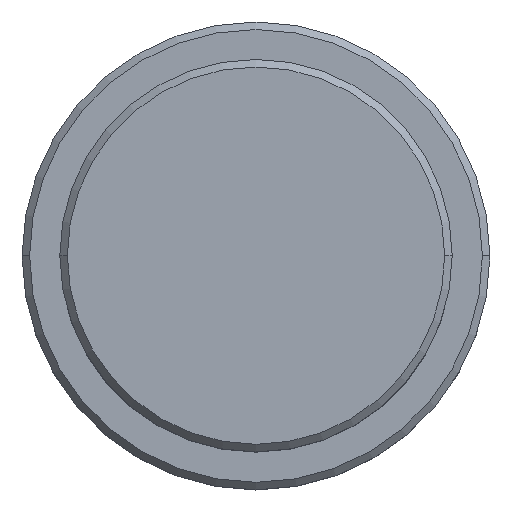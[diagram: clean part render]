
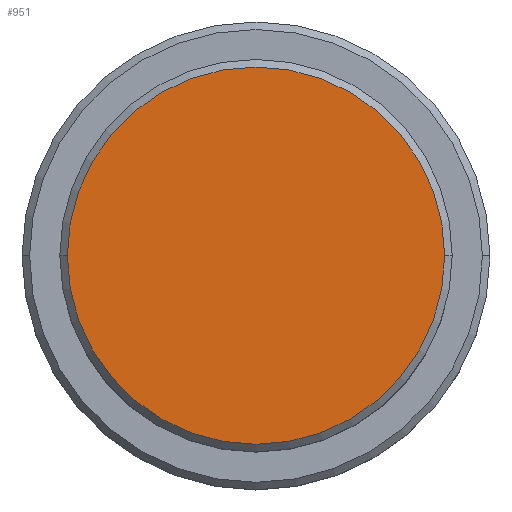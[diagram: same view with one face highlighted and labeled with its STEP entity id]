
A CAD part, top view. The second image highlights one B-rep face of the part: STEP entity #951.
In plain terms, the highlighted planar face has unit normal (0, 0, 1).
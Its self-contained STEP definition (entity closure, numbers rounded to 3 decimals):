
#10 = FACE_OUTER_BOUND ( 'NONE', #1252, .T. ) ;
#24 = ORIENTED_EDGE ( 'NONE', *, *, #1008, .T. ) ;
#132 = DIRECTION ( 'NONE',  ( 1., 0., 0. ) ) ;
#138 = AXIS2_PLACEMENT_3D ( 'NONE', #144, #1019, #906 ) ;
#144 = CARTESIAN_POINT ( 'NONE',  ( 0., 0., 0. ) ) ;
#269 = DIRECTION ( 'NONE',  ( 1., 0., 0. ) ) ;
#332 = CARTESIAN_POINT ( 'NONE',  ( 12.5, 0., 0. ) ) ;
#461 = CIRCLE ( 'NONE', #138, 12.5 ) ;
#466 = CARTESIAN_POINT ( 'NONE',  ( 0., 0., 0. ) ) ;
#482 = AXIS2_PLACEMENT_3D ( 'NONE', #1250, #980, #269 ) ;
#586 = PLANE ( 'NONE',  #482 ) ;
#617 = VERTEX_POINT ( 'NONE', #332 ) ;
#648 = CIRCLE ( 'NONE', #717, 12.5 ) ;
#681 = DIRECTION ( 'NONE',  ( 0., 0., 1. ) ) ;
#695 = ORIENTED_EDGE ( 'NONE', *, *, #1357, .T. ) ;
#717 = AXIS2_PLACEMENT_3D ( 'NONE', #466, #681, #132 ) ;
#906 = DIRECTION ( 'NONE',  ( 1., 0., 0. ) ) ;
#951 = ADVANCED_FACE ( 'NONE', ( #10 ), #586, .T. ) ;
#980 = DIRECTION ( 'NONE',  ( 0., 0., 1. ) ) ;
#1008 = EDGE_CURVE ( 'NONE', #617, #1301, #461, .T. ) ;
#1019 = DIRECTION ( 'NONE',  ( 0., 0., 1. ) ) ;
#1095 = CARTESIAN_POINT ( 'NONE',  ( -12.5, 0., 0. ) ) ;
#1250 = CARTESIAN_POINT ( 'NONE',  ( 0., 0., 0. ) ) ;
#1252 = EDGE_LOOP ( 'NONE', ( #695, #24 ) ) ;
#1301 = VERTEX_POINT ( 'NONE', #1095 ) ;
#1357 = EDGE_CURVE ( 'NONE', #1301, #617, #648, .T. ) ;
